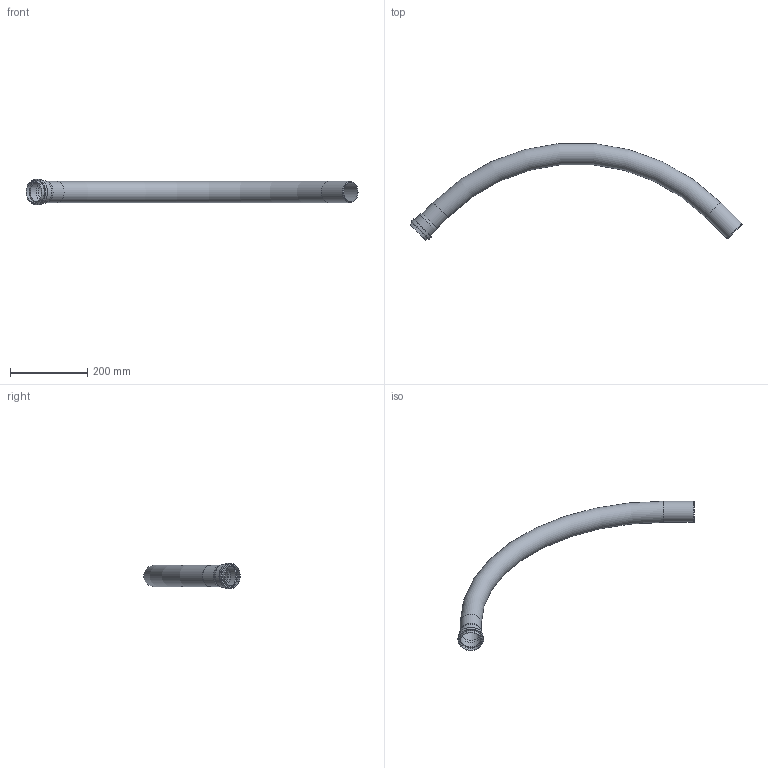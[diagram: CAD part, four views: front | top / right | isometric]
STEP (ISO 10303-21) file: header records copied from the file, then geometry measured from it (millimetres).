
FILE_DESCRIPTION(/* description */ (''),/* implementation_level */ '2;1');
FILE_NAME(/* name */ '730350z.stp',/* time_stamp */ '2025-01-24T11:05:43+01:00',/* author */ ('corinna'),/* organization */ (''),/* preprocessor_version */ 'ST-DEVELOPER v20',/* originating_system */ 'Autodesk Inventor 2024',/* authorisation */ '');
FILE_SCHEMA (('AUTOMOTIVE_DESIGN { 1 0 10303 214 3 1 1 }'));
Length unit declared in the file: millimetre
Products named in the file (1): 730350z
Bounding box: 862.06 x 251.35 x 67 mm (x, y, z)
Volume: 273630.4 mm3; surface area: 322494.9 mm2
Topology: 1 solids, 1 shells, 23 faces, 42 edges, 25 vertices
Faces by surface type: cylinder 10, plane 6, torus 4, cone 3
Full cylindrical faces by diameter (mm): 51.6 x2, 55 x2, 55.2 x2, 58.6 x2, 63.6 x1, 67 x1
Entity records: 620 total; most frequent: DIRECTION 119, CARTESIAN_POINT 91, ORIENTED_EDGE 84, AXIS2_PLACEMENT_3D 53, EDGE_CURVE 42, EDGE_LOOP 29, CIRCLE 29, VERTEX_POINT 25
